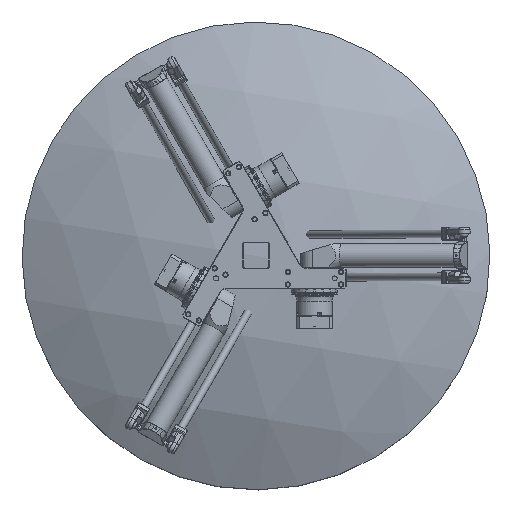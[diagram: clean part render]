
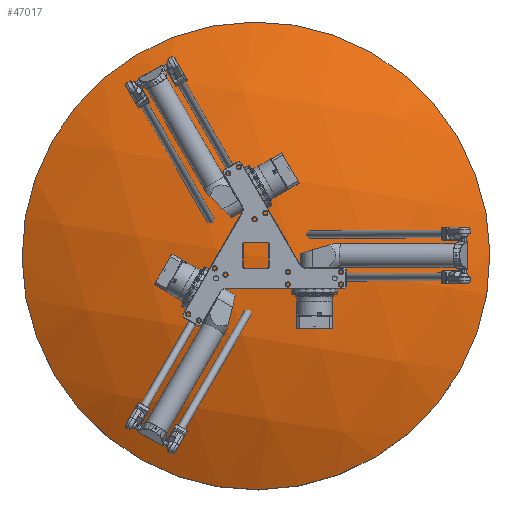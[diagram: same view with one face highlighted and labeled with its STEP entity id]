
A CAD part, top view. The second image highlights one B-rep face of the part: STEP entity #47017.
In plain terms, the highlighted spherical face has radius 1275 mm.
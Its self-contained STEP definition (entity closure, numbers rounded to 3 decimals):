
#14682=FACE_OUTER_BOUND('',#17485,.T.);
#17485=EDGE_LOOP('',(#33681));
#20699=CIRCLE('',#50142,600.);
#22683=VERTEX_POINT('',#68076);
#27019=EDGE_CURVE('',#22683,#22683,#20699,.T.);
#33681=ORIENTED_EDGE('',*,*,#27019,.T.);
#47005=SPHERICAL_SURFACE('',#50141,1275.);
#47017=ADVANCED_FACE('',(#14682),#47005,.T.);
#50141=AXIS2_PLACEMENT_3D('',#68075,#54824,#54825);
#50142=AXIS2_PLACEMENT_3D('',#68077,#54826,#54827);
#54824=DIRECTION('center_axis',(0.,0.,1.));
#54825=DIRECTION('ref_axis',(1.,0.,0.));
#54826=DIRECTION('center_axis',(0.,1.,0.));
#54827=DIRECTION('ref_axis',(-1.,0.,0.));
#68075=CARTESIAN_POINT('Origin',(0.,-875.,0.));
#68076=CARTESIAN_POINT('',(600.,250.,0.));
#68077=CARTESIAN_POINT('Origin',(0.,250.,0.));
